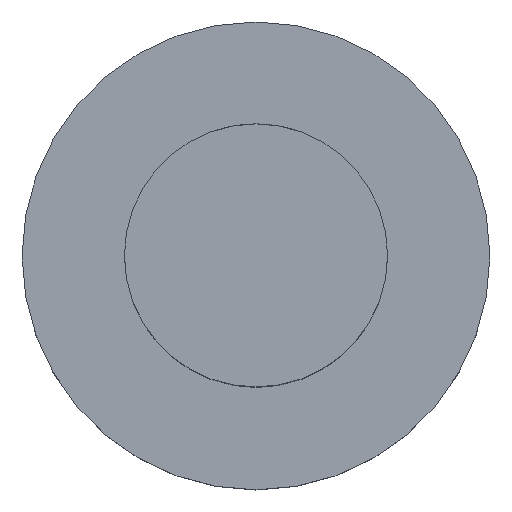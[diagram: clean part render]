
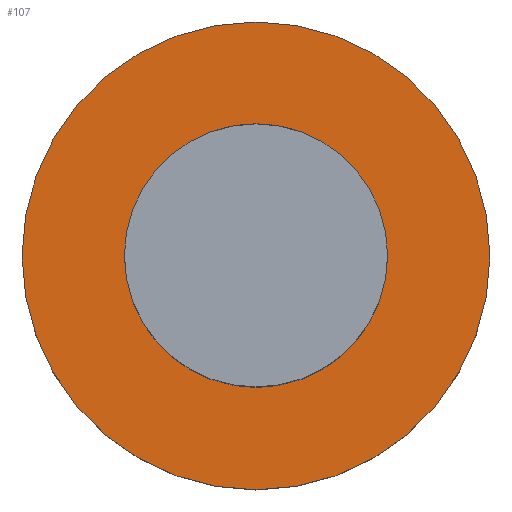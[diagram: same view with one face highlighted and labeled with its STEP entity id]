
A CAD part, top view. The second image highlights one B-rep face of the part: STEP entity #107.
In plain terms, the highlighted planar face has unit normal (0, 0, 1).
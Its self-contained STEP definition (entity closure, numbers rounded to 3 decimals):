
#71=EDGE_CURVE('240[2]',#170,#170,#171,.T.);
#107=ADVANCED_FACE('240[2]',(#227,#228),#229,.T.);
#121=EDGE_CURVE('240[2]',#249,#249,#250,.T.);
#170=VERTEX_POINT('',#298);
#171=CIRCLE('',#299,18.0);
#227=FACE_BOUND('',#532,.T.);
#228=FACE_OUTER_BOUND('',#533,.T.);
#229=PLANE('',#534);
#249=VERTEX_POINT('',#594);
#250=CIRCLE('',#595,32.0);
#298=CARTESIAN_POINT('',(18.0,0.0,0.0));
#299=AXIS2_PLACEMENT_3D('',#637,#638,#639);
#532=EDGE_LOOP('',(#693));
#533=EDGE_LOOP('',(#694));
#534=AXIS2_PLACEMENT_3D('',#695,#696,#697);
#594=CARTESIAN_POINT('',(0.,32.0,0.));
#595=AXIS2_PLACEMENT_3D('',#717,#718,#719);
#637=CARTESIAN_POINT('',(0.0,0.0,0.));
#638=DIRECTION('',(0.,0.,-1.0));
#639=DIRECTION('',(1.0,0.,0.));
#693=ORIENTED_EDGE('',*,*,#71,.T.);
#694=ORIENTED_EDGE('',*,*,#121,.T.);
#695=CARTESIAN_POINT('',(0.,16.0,0.));
#696=DIRECTION('',(0.,0.,1.0));
#697=DIRECTION('',(1.0,0.,0.0));
#717=CARTESIAN_POINT('',(0.0,0.0,0.0));
#718=DIRECTION('',(0.,0.,1.0));
#719=DIRECTION('',(0.,1.0,0.));
